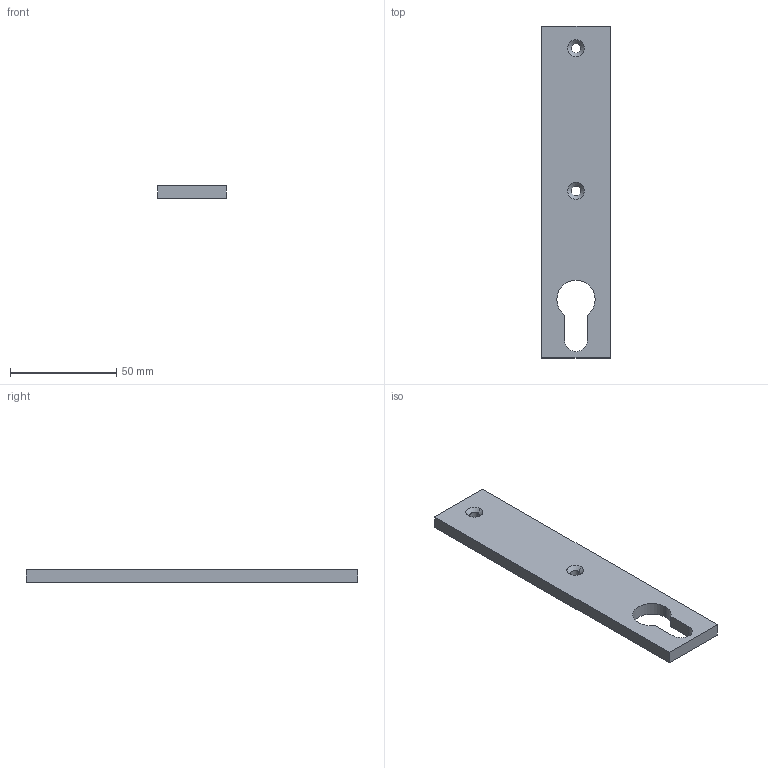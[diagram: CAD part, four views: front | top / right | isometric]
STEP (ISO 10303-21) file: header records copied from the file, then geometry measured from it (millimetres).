
FILE_DESCRIPTION (( 'STEP AP203' ), '1' );
FILE_NAME ('10678.STEP', '2019-07-31T09:58:25', ( '' ), ( '' ), 'SwSTEP 2.0', 'SolidWorks 2015', '' );
FILE_SCHEMA (( 'CONFIG_CONTROL_DESIGN' ));
Length unit declared in the file: millimetre
Products named in the file (1): 10678
Bounding box: 32 x 156 x 6 mm (x, y, z)
Volume: 27239.8 mm3; surface area: 12024.6 mm2
Topology: 1 solids, 1 shells, 192 faces, 506 edges, 336 vertices
Faces by surface type: plane 97, bspline 83, cylinder 8, cone 4
Entity records: 10369 total; most frequent: CARTESIAN_POINT 6078, ORIENTED_EDGE 1012, DIRECTION 580, EDGE_CURVE 506, VERTEX_POINT 336, VECTOR 320, LINE 320, EDGE_LOOP 218
